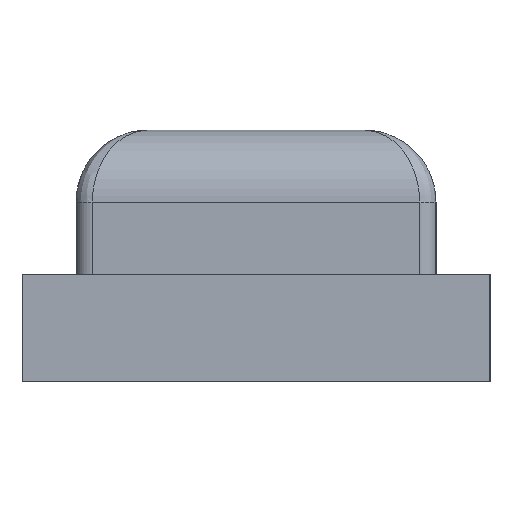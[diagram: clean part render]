
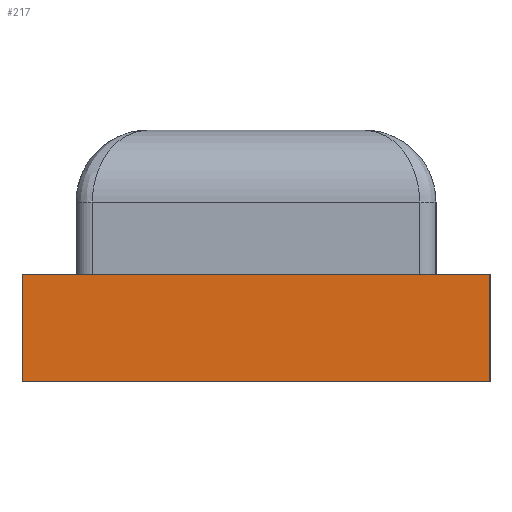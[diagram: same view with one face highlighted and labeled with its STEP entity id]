
A CAD part, left-side view. The second image highlights one B-rep face of the part: STEP entity #217.
In plain terms, the highlighted planar face has unit normal (-1, 0, 0).
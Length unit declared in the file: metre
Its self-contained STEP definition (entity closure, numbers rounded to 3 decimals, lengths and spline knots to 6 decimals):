
#217 = ADVANCED_FACE( '', ( #467 ), #468, .F. );
#467 = FACE_OUTER_BOUND( '', #827, .T. );
#468 = PLANE( '', #828 );
#827 = EDGE_LOOP( '', ( #1487, #1488, #1489, #1490 ) );
#828 = AXIS2_PLACEMENT_3D( '', #1491, #1492, #1493 );
#1487 = ORIENTED_EDGE( '', *, *, #1948, .T. );
#1488 = ORIENTED_EDGE( '', *, *, #2013, .F. );
#1489 = ORIENTED_EDGE( '', *, *, #2049, .F. );
#1490 = ORIENTED_EDGE( '', *, *, #2050, .T. );
#1491 = CARTESIAN_POINT( '', ( -0.0016, -0.000083, 0.0003 ) );
#1492 = DIRECTION( '', ( 1., 0., 0. ) );
#1493 = DIRECTION( '', ( 0., 1., 0. ) );
#1948 = EDGE_CURVE( '', #2276, #2274, #2277, .T. );
#2013 = EDGE_CURVE( '', #2380, #2274, #2382, .T. );
#2049 = EDGE_CURVE( '', #2430, #2380, #2431, .T. );
#2050 = EDGE_CURVE( '', #2430, #2276, #2432, .T. );
#2274 = VERTEX_POINT( '', #2723 );
#2276 = VERTEX_POINT( '', #2726 );
#2277 = LINE( '', #2727, #2728 );
#2380 = VERTEX_POINT( '', #2881 );
#2382 = LINE( '', #2884, #2885 );
#2430 = VERTEX_POINT( '', #2955 );
#2431 = LINE( '', #2956, #2957 );
#2432 = LINE( '', #2958, #2959 );
#2723 = CARTESIAN_POINT( '', ( -0.0016, -0.00065, 0. ) );
#2726 = CARTESIAN_POINT( '', ( -0.0016, 0.00065, 0. ) );
#2727 = CARTESIAN_POINT( '', ( -0.0016, -0.000083, 0. ) );
#2728 = VECTOR( '', #3200, 1. );
#2881 = CARTESIAN_POINT( '', ( -0.0016, -0.00065, 0.0003 ) );
#2884 = CARTESIAN_POINT( '', ( -0.0016, -0.00065, 0.0003 ) );
#2885 = VECTOR( '', #3258, 1. );
#2955 = CARTESIAN_POINT( '', ( -0.0016, 0.00065, 0.0003 ) );
#2956 = CARTESIAN_POINT( '', ( -0.0016, -0.000083, 0.0003 ) );
#2957 = VECTOR( '', #3287, 1. );
#2958 = CARTESIAN_POINT( '', ( -0.0016, 0.00065, 0.0003 ) );
#2959 = VECTOR( '', #3288, 1. );
#3200 = DIRECTION( '', ( 0., -1., 0. ) );
#3258 = DIRECTION( '', ( 0., 0., -1. ) );
#3287 = DIRECTION( '', ( 0., -1., 0. ) );
#3288 = DIRECTION( '', ( 0., 0., -1. ) );
